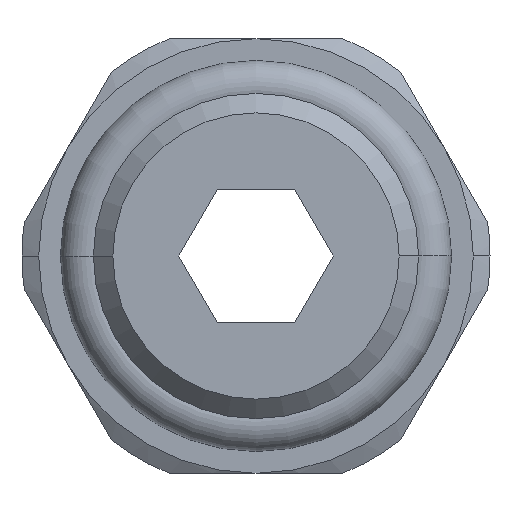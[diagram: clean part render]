
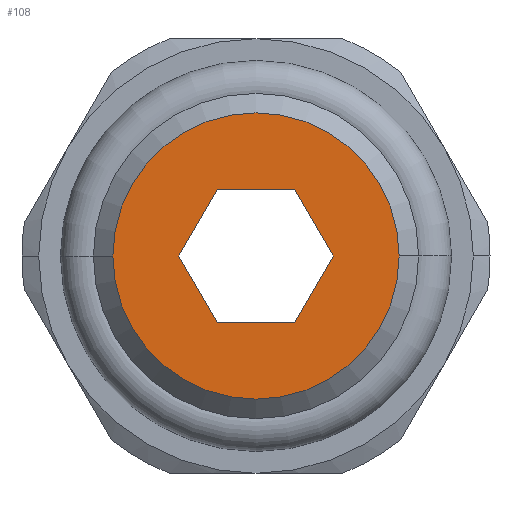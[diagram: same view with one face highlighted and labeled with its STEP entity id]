
A CAD part, front view. The second image highlights one B-rep face of the part: STEP entity #108.
In plain terms, the highlighted planar face has unit normal (0, -1, 0).
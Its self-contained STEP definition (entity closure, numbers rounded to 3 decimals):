
#108=ADVANCED_FACE('',(#243,#244),#245,.T.);
#243=FACE_BOUND('',#389,.T.);
#244=FACE_OUTER_BOUND('',#390,.T.);
#245=PLANE('',#391);
#389=EDGE_LOOP('',(#877,#878,#879,#880,#881,#882));
#390=EDGE_LOOP('',(#883,#884));
#391=AXIS2_PLACEMENT_3D('',#885,#886,#887);
#877=ORIENTED_EDGE('',*,*,#1010,.T.);
#878=ORIENTED_EDGE('',*,*,#1007,.T.);
#879=ORIENTED_EDGE('',*,*,#1004,.T.);
#880=ORIENTED_EDGE('',*,*,#1001,.T.);
#881=ORIENTED_EDGE('',*,*,#1016,.T.);
#882=ORIENTED_EDGE('',*,*,#1013,.T.);
#883=ORIENTED_EDGE('',*,*,#952,.F.);
#884=ORIENTED_EDGE('',*,*,#1084,.F.);
#885=CARTESIAN_POINT('',(-2.141,0.,0.0));
#886=DIRECTION('',(0.,-1.0,0.0));
#887=DIRECTION('',(1.0,0.,-0.0));
#952=EDGE_CURVE('',#1156,#1158,#1159,.T.);
#1001=EDGE_CURVE('',#1247,#1245,#1248,.T.);
#1004=EDGE_CURVE('',#1252,#1247,#1253,.T.);
#1007=EDGE_CURVE('',#1257,#1252,#1258,.T.);
#1010=EDGE_CURVE('',#1262,#1257,#1263,.T.);
#1013=EDGE_CURVE('',#1267,#1262,#1268,.T.);
#1016=EDGE_CURVE('',#1245,#1267,#1271,.T.);
#1084=EDGE_CURVE('',#1158,#1156,#1369,.T.);
#1156=VERTEX_POINT('',#1421);
#1158=VERTEX_POINT('',#1424);
#1159=CIRCLE('',#1425,4.283);
#1245=VERTEX_POINT('',#1575);
#1247=VERTEX_POINT('',#1578);
#1248=LINE('',#1579,#1580);
#1252=VERTEX_POINT('',#1586);
#1253=LINE('',#1587,#1588);
#1257=VERTEX_POINT('',#1594);
#1258=LINE('',#1595,#1596);
#1262=VERTEX_POINT('',#1602);
#1263=LINE('',#1603,#1604);
#1267=VERTEX_POINT('',#1610);
#1268=LINE('',#1611,#1612);
#1271=LINE('',#1617,#1618);
#1369=CIRCLE('',#1946,4.283);
#1421=CARTESIAN_POINT('',(-4.283,0.,0.0));
#1424=CARTESIAN_POINT('',(4.283,0.0,0.));
#1425=AXIS2_PLACEMENT_3D('',#2008,#2009,#2010);
#1575=CARTESIAN_POINT('',(-2.309,0.0,0.));
#1578=CARTESIAN_POINT('',(-1.155,0.0,-2.0));
#1579=CARTESIAN_POINT('',(-2.,0.,-0.536));
#1580=VECTOR('',#2101,1.0);
#1586=CARTESIAN_POINT('',(1.155,0.0,-2.0));
#1587=CARTESIAN_POINT('',(-1.071,0.0,-2.0));
#1588=VECTOR('',#2104,1.0);
#1594=CARTESIAN_POINT('',(2.309,0.0,0.));
#1595=CARTESIAN_POINT('',(1.464,0.0,-1.464));
#1596=VECTOR('',#2107,1.0);
#1602=CARTESIAN_POINT('',(1.155,0.0,2.0));
#1603=CARTESIAN_POINT('',(1.464,0.,1.464));
#1604=VECTOR('',#2110,1.0);
#1610=CARTESIAN_POINT('',(-1.155,0.0,2.0));
#1611=CARTESIAN_POINT('',(-1.071,0.0,2.0));
#1612=VECTOR('',#2113,1.0);
#1617=CARTESIAN_POINT('',(-2.,0.0,0.536));
#1618=VECTOR('',#2116,1.0);
#1946=AXIS2_PLACEMENT_3D('',#2238,#2239,#2240);
#2008=CARTESIAN_POINT('',(0.0,0.0,0.0));
#2009=DIRECTION('',(0.0,1.0,0.0));
#2010=DIRECTION('',(-1.0,0.0,0.0));
#2101=DIRECTION('',(-0.5,0.,0.866));
#2104=DIRECTION('',(-1.0,0.,0.0));
#2107=DIRECTION('',(-0.5,0.,-0.866));
#2110=DIRECTION('',(0.5,0.,-0.866));
#2113=DIRECTION('',(1.0,0.,0.));
#2116=DIRECTION('',(0.5,0.,0.866));
#2238=CARTESIAN_POINT('',(0.0,0.0,0.0));
#2239=DIRECTION('',(0.0,1.0,0.0));
#2240=DIRECTION('',(-1.0,0.0,0.0));
